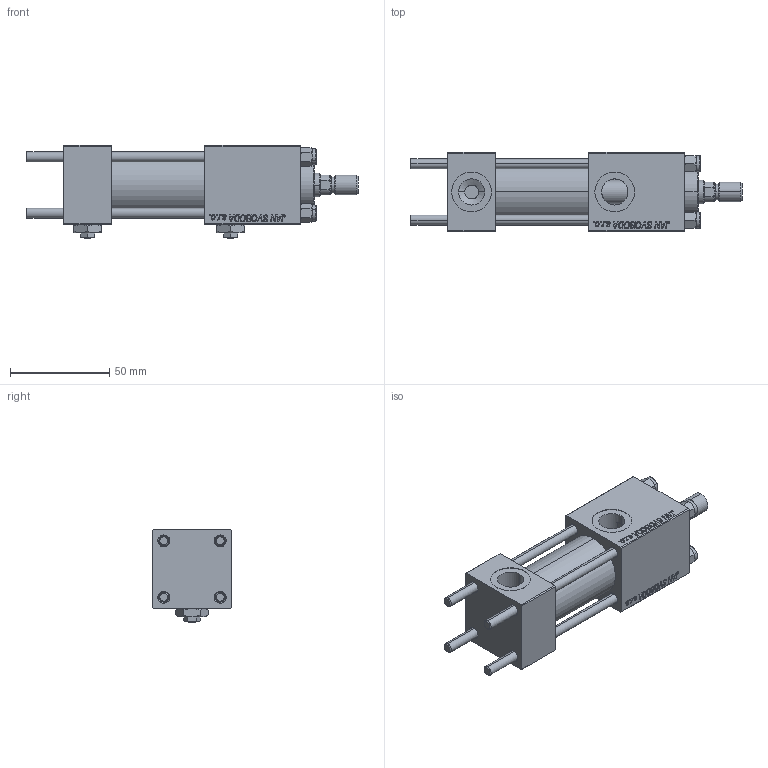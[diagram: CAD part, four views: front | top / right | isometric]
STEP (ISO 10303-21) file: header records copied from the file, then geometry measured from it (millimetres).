
FILE_DESCRIPTION (( 'STEP AP203' ), '1' );
FILE_NAME ('a888.STEP', '2023-08-23T10:29:19', ( '' ), ( '' ), 'SwSTEP 2.0', 'SolidWorks 2019', '' );
FILE_SCHEMA (( 'CONFIG_CONTROL_DESIGN' ));
Length unit declared in the file: millimetre
Products named in the file (8): a888; V215_VC_A ba88bdfcf54c8bc99f87e670be0fd4d7; Zatka_pro_OIL_PORT ba88bdfcf54c8bc99f87e670be0fd4d7; CR025_012_A_0_G_A_G_M_020_+#_##_TYCINKA ba88bdfcf54c8bc99f87e670be0fd4d7; NUT_M5 ba88bdfcf54c8bc99f87e670be0fd4d7; ROD_END_AH ba88bdfcf54c8bc99f87e670be0fd4d7; V215CR_VCP ba88bdfcf54c8bc99f87e670be0fd4d7; V215CR_BODY_A ba88bdfcf54c8bc99f87e670be0fd4d7
Assembly tree (14 placements, depth 2):
  a888
    V215CR_BODY_A ba88bdfcf54c8bc99f87e670be0fd4d7
    CR025_012_A_0_G_A_G_M_020_+#_##_TYCINKA ba88bdfcf54c8bc99f87e670be0fd4d7  x4
    NUT_M5 ba88bdfcf54c8bc99f87e670be0fd4d7  x4
    V215CR_VCP ba88bdfcf54c8bc99f87e670be0fd4d7
    V215_VC_A ba88bdfcf54c8bc99f87e670be0fd4d7
    ROD_END_AH ba88bdfcf54c8bc99f87e670be0fd4d7
    Zatka_pro_OIL_PORT ba88bdfcf54c8bc99f87e670be0fd4d7  x2
Bounding box: 167 x 40 x 47 mm (x, y, z)
Volume: 144451.3 mm3; surface area: 61249.5 mm2
Topology: 14 solids, 14 shells, 1246 faces, 3104 edges, 1999 vertices
Faces by surface type: plane 568, bspline 392, cone 182, cylinder 94, torus 10
Entity records: 52274 total; most frequent: CARTESIAN_POINT 27703, ORIENTED_EDGE 5508, DIRECTION 3540, EDGE_CURVE 2754, VERTEX_POINT 1797, VECTOR 1636, LINE 1636, EDGE_LOOP 1219
